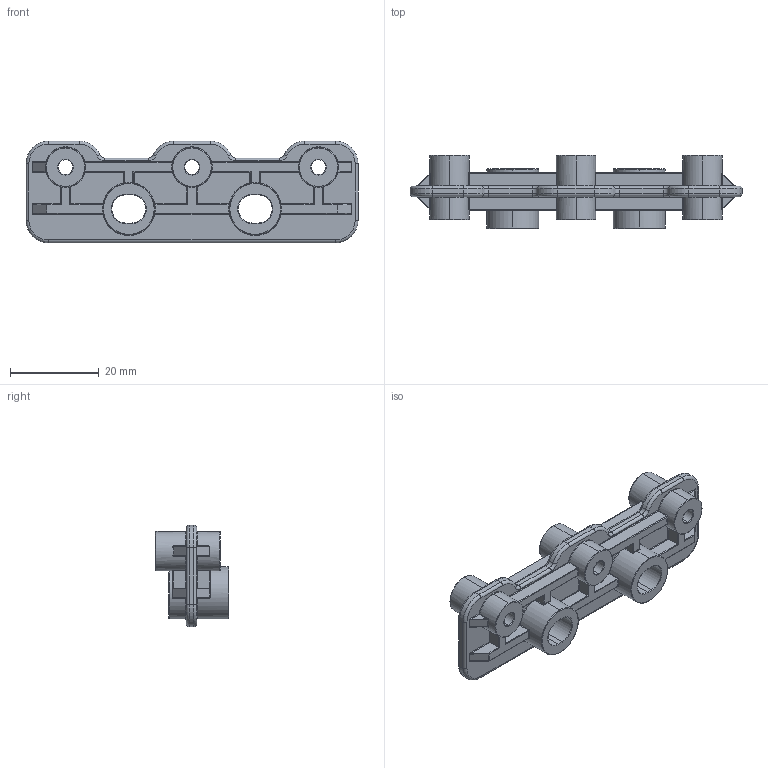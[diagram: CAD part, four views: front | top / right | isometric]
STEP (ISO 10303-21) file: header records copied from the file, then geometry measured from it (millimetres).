
FILE_DESCRIPTION (( 'STEP AP203' ), '1' );
FILE_NAME ('1-4 Modular Manifold Bracket.STEP', '2005-02-04T19:18:44', ( 'mark lockwood' ), ( 'lockwood products inc.' ), 'SwSTEP 2.0', 'SolidWorks 2004146', '' );
FILE_SCHEMA (( 'CONFIG_CONTROL_DESIGN' ));
Length unit declared in the file: inch
Products named in the file (1): 1-4 Modular Manifold Bracket
Bounding box: 74.68 x 16.46 x 22.86 mm (x, y, z)
Volume: 8224.4 mm3; surface area: 7113.2 mm2
Topology: 1 solids, 1 shells, 670 faces, 1568 edges, 818 vertices
Faces by surface type: cylinder 262, torus 128, plane 108, bspline 98, sphere 68, cone 6
Entity records: 37213 total; most frequent: CARTESIAN_POINT 22845, DIRECTION 3122, ORIENTED_EDGE 2968, EDGE_CURVE 1484, AXIS2_PLACEMENT_3D 1301, VERTEX_POINT 818, CIRCLE 728, EDGE_LOOP 682
